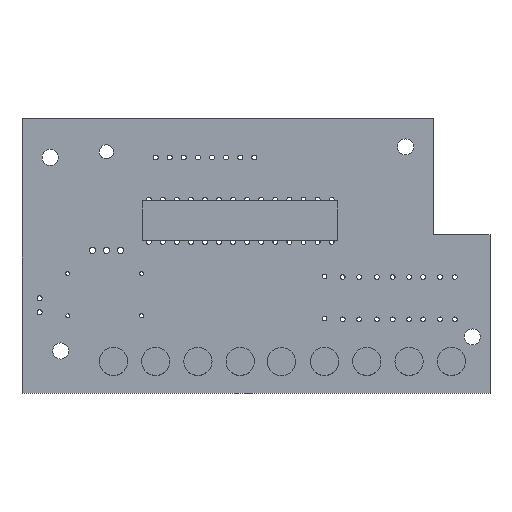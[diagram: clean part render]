
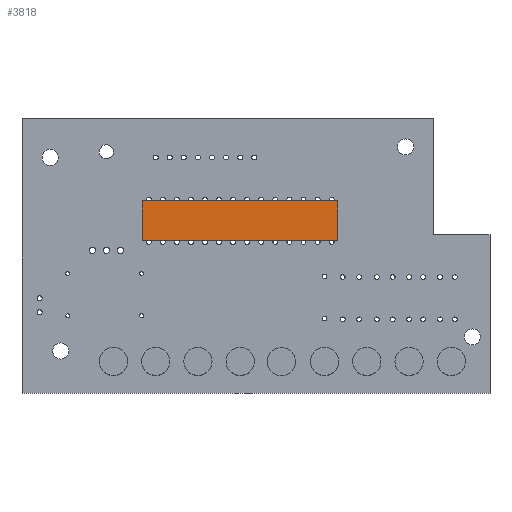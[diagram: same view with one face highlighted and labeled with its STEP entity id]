
A CAD part, top view. The second image highlights one B-rep face of the part: STEP entity #3818.
In plain terms, the highlighted planar face has unit normal (0, 0, 1).
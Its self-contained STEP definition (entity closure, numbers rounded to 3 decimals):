
#3689 = VERTEX_POINT('',#3690);
#3690 = CARTESIAN_POINT('',(17.65,-3.6,4.58));
#3696 = EDGE_CURVE('',#3689,#3697,#3699,.T.);
#3697 = VERTEX_POINT('',#3698);
#3698 = CARTESIAN_POINT('',(17.65,3.6,4.58));
#3699 = LINE('',#3700,#3701);
#3700 = CARTESIAN_POINT('',(17.65,-3.6,4.58));
#3701 = VECTOR('',#3702,1.);
#3702 = DIRECTION('',(0.,1.,0.));
#3727 = EDGE_CURVE('',#3697,#3728,#3730,.T.);
#3728 = VERTEX_POINT('',#3729);
#3729 = CARTESIAN_POINT('',(-17.65,3.6,4.58));
#3730 = LINE('',#3731,#3732);
#3731 = CARTESIAN_POINT('',(17.65,3.6,4.58));
#3732 = VECTOR('',#3733,1.);
#3733 = DIRECTION('',(-1.,0.,0.));
#3758 = EDGE_CURVE('',#3728,#3759,#3761,.T.);
#3759 = VERTEX_POINT('',#3760);
#3760 = CARTESIAN_POINT('',(-17.65,-3.6,4.58));
#3761 = LINE('',#3762,#3763);
#3762 = CARTESIAN_POINT('',(-17.65,3.6,4.58));
#3763 = VECTOR('',#3764,1.);
#3764 = DIRECTION('',(0.,-1.,0.));
#3789 = EDGE_CURVE('',#3759,#3689,#3790,.T.);
#3790 = LINE('',#3791,#3792);
#3791 = CARTESIAN_POINT('',(-17.65,-3.6,4.58));
#3792 = VECTOR('',#3793,1.);
#3793 = DIRECTION('',(1.,0.,0.));
#3818 = ADVANCED_FACE('',(#3819),#3825,.F.);
#3819 = FACE_BOUND('',#3820,.T.);
#3820 = EDGE_LOOP('',(#3821,#3822,#3823,#3824));
#3821 = ORIENTED_EDGE('',*,*,#3696,.T.);
#3822 = ORIENTED_EDGE('',*,*,#3727,.T.);
#3823 = ORIENTED_EDGE('',*,*,#3758,.T.);
#3824 = ORIENTED_EDGE('',*,*,#3789,.T.);
#3825 = PLANE('',#3826);
#3826 = AXIS2_PLACEMENT_3D('',#3827,#3828,#3829);
#3827 = CARTESIAN_POINT('',(17.65,-3.6,4.58));
#3828 = DIRECTION('',(0.,0.,-1.));
#3829 = DIRECTION('',(-1.,0.,0.));
